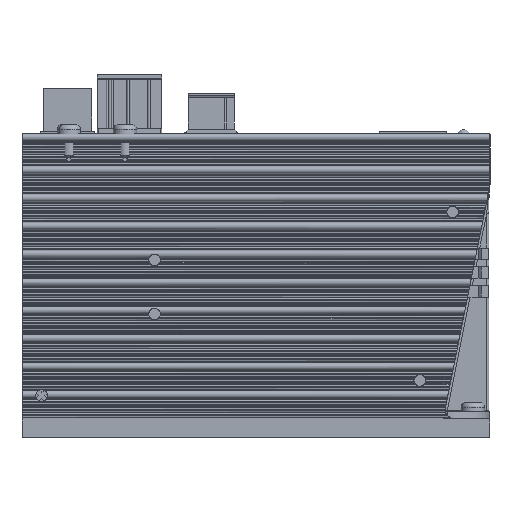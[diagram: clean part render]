
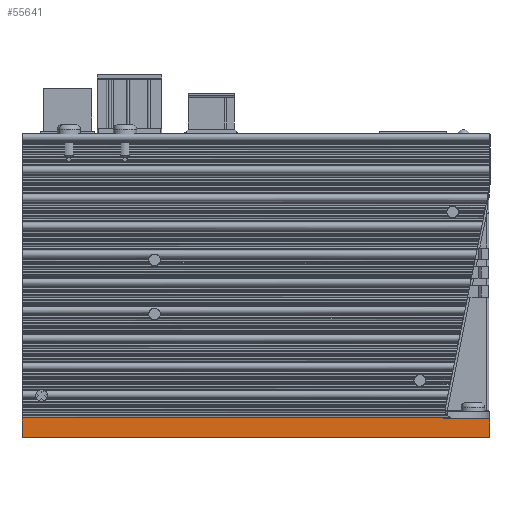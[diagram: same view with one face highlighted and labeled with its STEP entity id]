
A CAD part, front view. The second image highlights one B-rep face of the part: STEP entity #55641.
In plain terms, the highlighted planar face has unit normal (0, -1, 0).
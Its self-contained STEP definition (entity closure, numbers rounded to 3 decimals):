
#1910 = EDGE_CURVE ( 'NONE', #46697, #40123, #48688, .T. ) ;
#3779 = DIRECTION ( 'NONE',  ( -1., 0., 0. ) ) ;
#5292 = EDGE_CURVE ( 'NONE', #40123, #52701, #62763, .T. ) ;
#6724 = DIRECTION ( 'NONE',  ( 0.196, 0., 0.981 ) ) ;
#8566 = LINE ( 'NONE', #49488, #59877 ) ;
#9278 = CARTESIAN_POINT ( 'NONE',  ( 35.863, -10.683, 4. ) ) ;
#9661 = ORIENTED_EDGE ( 'NONE', *, *, #42122, .F. ) ;
#10176 = CARTESIAN_POINT ( 'NONE',  ( 35.903, -10.683, 4.2 ) ) ;
#12237 = CARTESIAN_POINT ( 'NONE',  ( 45.863, -10.683, 0. ) ) ;
#15600 = LINE ( 'NONE', #36735, #62982 ) ;
#15736 = LINE ( 'NONE', #59102, #51851 ) ;
#16643 = EDGE_LOOP ( 'NONE', ( #9661, #61233, #54662, #17678, #59465, #64768 ) ) ;
#17678 = ORIENTED_EDGE ( 'NONE', *, *, #1910, .T. ) ;
#17845 = VECTOR ( 'NONE', #22783, 1000. ) ;
#17973 = VERTEX_POINT ( 'NONE', #9278 ) ;
#22783 = DIRECTION ( 'NONE',  ( 0., 0., -1. ) ) ;
#25876 = DIRECTION ( 'NONE',  ( 0., 1., 0. ) ) ;
#29910 = CARTESIAN_POINT ( 'NONE',  ( -54.137, -10.683, 0. ) ) ;
#34718 = CARTESIAN_POINT ( 'NONE',  ( 45.863, -10.683, 4.2 ) ) ;
#36735 = CARTESIAN_POINT ( 'NONE',  ( 35.863, -10.683, 4. ) ) ;
#39668 = DIRECTION ( 'NONE',  ( -1., 0., 0. ) ) ;
#40123 = VERTEX_POINT ( 'NONE', #64756 ) ;
#40471 = CARTESIAN_POINT ( 'NONE',  ( 45.863, -10.683, 4.2 ) ) ;
#41345 = CARTESIAN_POINT ( 'NONE',  ( 45.863, -10.683, 4. ) ) ;
#41823 = EDGE_CURVE ( 'NONE', #56330, #52701, #61480, .T. ) ;
#42122 = EDGE_CURVE ( 'NONE', #44161, #56330, #15736, .T. ) ;
#44161 = VERTEX_POINT ( 'NONE', #41345 ) ;
#46071 = PLANE ( 'NONE',  #50376 ) ;
#46697 = VERTEX_POINT ( 'NONE', #10176 ) ;
#48373 = CARTESIAN_POINT ( 'NONE',  ( -54.137, -10.683, 4.2 ) ) ;
#48688 = LINE ( 'NONE', #34718, #50289 ) ;
#49488 = CARTESIAN_POINT ( 'NONE',  ( 45.863, -10.683, 4. ) ) ;
#50289 = VECTOR ( 'NONE', #39668, 1000. ) ;
#50376 = AXIS2_PLACEMENT_3D ( 'NONE', #40471, #25876, #61721 ) ;
#51851 = VECTOR ( 'NONE', #54384, 1000. ) ;
#52684 = FACE_OUTER_BOUND ( 'NONE', #16643, .T. ) ;
#52701 = VERTEX_POINT ( 'NONE', #29910 ) ;
#54384 = DIRECTION ( 'NONE',  ( 0., 0., -1. ) ) ;
#54662 = ORIENTED_EDGE ( 'NONE', *, *, #66261, .T. ) ;
#55641 = ADVANCED_FACE ( 'NONE', ( #52684 ), #46071, .F. ) ;
#56330 = VERTEX_POINT ( 'NONE', #12237 ) ;
#58369 = EDGE_CURVE ( 'NONE', #44161, #17973, #8566, .T. ) ;
#59102 = CARTESIAN_POINT ( 'NONE',  ( 45.863, -10.683, 4.2 ) ) ;
#59104 = DIRECTION ( 'NONE',  ( -1., 0., 0. ) ) ;
#59465 = ORIENTED_EDGE ( 'NONE', *, *, #5292, .T. ) ;
#59877 = VECTOR ( 'NONE', #59104, 1000. ) ;
#61233 = ORIENTED_EDGE ( 'NONE', *, *, #58369, .T. ) ;
#61480 = LINE ( 'NONE', #65647, #65559 ) ;
#61721 = DIRECTION ( 'NONE',  ( 0., 0., 1. ) ) ;
#62763 = LINE ( 'NONE', #48373, #17845 ) ;
#62982 = VECTOR ( 'NONE', #6724, 1000. ) ;
#64756 = CARTESIAN_POINT ( 'NONE',  ( -54.137, -10.683, 4.2 ) ) ;
#64768 = ORIENTED_EDGE ( 'NONE', *, *, #41823, .F. ) ;
#65559 = VECTOR ( 'NONE', #3779, 1000. ) ;
#65647 = CARTESIAN_POINT ( 'NONE',  ( 45.863, -10.683, 0. ) ) ;
#66261 = EDGE_CURVE ( 'NONE', #17973, #46697, #15600, .T. ) ;
